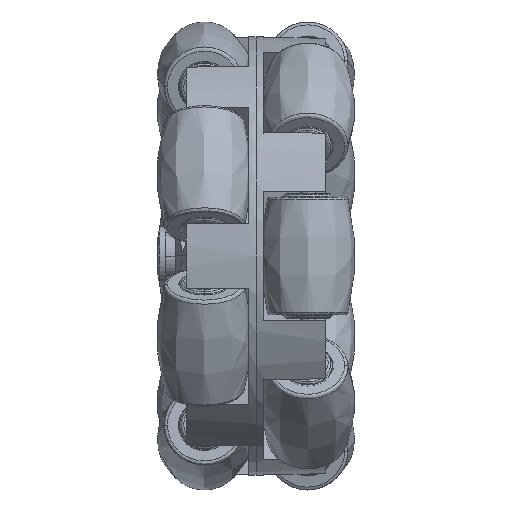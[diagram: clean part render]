
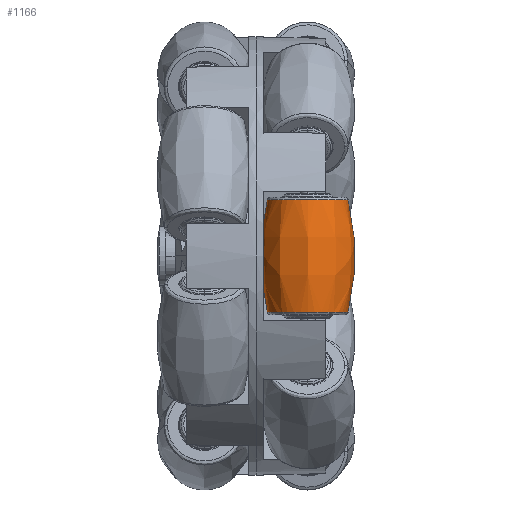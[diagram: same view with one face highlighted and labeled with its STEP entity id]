
A CAD part, left-side view. The second image highlights one B-rep face of the part: STEP entity #1166.
In plain terms, the highlighted free-form (B-spline) face has degree [3, 3] with [4, 4] control points.
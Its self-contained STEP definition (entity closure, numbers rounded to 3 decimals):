
#37 = CARTESIAN_POINT ( 'NONE',  ( 2.59, 6.734, -13.468 ) ) ;
#375 = CARTESIAN_POINT ( 'NONE',  ( 2.59, 6.734, 0. ) ) ;
#482 = FACE_OUTER_BOUND ( 'NONE', #16832, .T. ) ;
#487 = CARTESIAN_POINT ( 'NONE',  ( -2.59, -6.734, 0. ) ) ;
#1166 = ADVANCED_FACE ( 'NONE', ( #482 ), #25908, .T. ) ;
#1728 = CARTESIAN_POINT ( 'NONE',  ( 7.619, -5.496, 0. ) ) ;
#1758 = CARTESIAN_POINT ( 'NONE',  ( -2.59, -6.734, -13.468 ) ) ;
#2089 = CARTESIAN_POINT ( 'NONE',  ( -2.59, 6.734, -13.468 ) ) ;
#2427 = CARTESIAN_POINT ( 'NONE',  ( -2.59, 6.734, 0. ) ) ;
#2995 = CARTESIAN_POINT ( 'NONE',  ( -7.619, -5.496, 0. ) ) ;
#3223 = AXIS2_PLACEMENT_3D ( 'NONE', #4666, #23141, #7311 ) ;
#3692 = CIRCLE ( 'NONE', #19567, 31.883 ) ;
#3827 = ORIENTED_EDGE ( 'NONE', *, *, #20093, .F. ) ;
#4234 = CARTESIAN_POINT ( 'NONE',  ( -7.619, -5.496, -10.992 ) ) ;
#4287 = CIRCLE ( 'NONE', #18460, 5.496 ) ;
#4666 = CARTESIAN_POINT ( 'NONE',  ( -7.619, 0., 0. ) ) ;
#4909 = CARTESIAN_POINT ( 'NONE',  ( -7.619, 5.496, -10.992 ) ) ;
#5026 = CARTESIAN_POINT ( 'NONE',  ( -7.619, 5.496, 0. ) ) ;
#6025 = EDGE_CURVE ( 'NONE', #31820, #29348, #27534, .T. ) ;
#7087 = CARTESIAN_POINT ( 'NONE',  ( 2.59, -6.734, 0. ) ) ;
#7311 = DIRECTION ( 'NONE',  ( 0., 1., 0. ) ) ;
#7379 = CIRCLE ( 'NONE', #3223, 5.496 ) ;
#7834 = DIRECTION ( 'NONE',  ( 0., 0., -1. ) ) ;
#7941 = EDGE_CURVE ( 'NONE', #29348, #30943, #7379, .T. ) ;
#8139 = CARTESIAN_POINT ( 'NONE',  ( 2.59, -6.734, -13.468 ) ) ;
#8277 = DIRECTION ( 'NONE',  ( -1., 0., 0. ) ) ;
#9400 = VERTEX_POINT ( 'NONE', #23392 ) ;
#10226 = CARTESIAN_POINT ( 'NONE',  ( 7.619, -5.496, 0. ) ) ;
#10726 = CARTESIAN_POINT ( 'NONE',  ( 0., -25.463, 0. ) ) ;
#13436 = DIRECTION ( 'NONE',  ( 0., 1., 0. ) ) ;
#16832 = EDGE_LOOP ( 'NONE', ( #22792, #19260, #31648, #3827 ) ) ;
#17771 = CARTESIAN_POINT ( 'NONE',  ( 7.619, 5.496, 0. ) ) ;
#17839 = AXIS2_PLACEMENT_3D ( 'NONE', #23680, #7834, #26397 ) ;
#18285 = CARTESIAN_POINT ( 'NONE',  ( -7.619, 5.496, 0. ) ) ;
#18460 = AXIS2_PLACEMENT_3D ( 'NONE', #24127, #8277, #26837 ) ;
#19260 = ORIENTED_EDGE ( 'NONE', *, *, #6025, .T. ) ;
#19567 = AXIS2_PLACEMENT_3D ( 'NONE', #10726, #29320, #13436 ) ;
#20016 = CARTESIAN_POINT ( 'NONE',  ( -7.619, -5.496, 0. ) ) ;
#20093 = EDGE_CURVE ( 'NONE', #9400, #30943, #3692, .T. ) ;
#20134 = EDGE_CURVE ( 'NONE', #9400, #31820, #4287, .T. ) ;
#20455 = CARTESIAN_POINT ( 'NONE',  ( 7.619, 5.496, -10.992 ) ) ;
#22792 = ORIENTED_EDGE ( 'NONE', *, *, #20134, .T. ) ;
#23141 = DIRECTION ( 'NONE',  ( 1., 0., 0. ) ) ;
#23392 = CARTESIAN_POINT ( 'NONE',  ( 7.619, 5.496, 0. ) ) ;
#23680 = CARTESIAN_POINT ( 'NONE',  ( 0., 25.463, 0. ) ) ;
#24127 = CARTESIAN_POINT ( 'NONE',  ( 7.619, 0., 0. ) ) ;
#25908 =( BOUNDED_SURFACE ( )  B_SPLINE_SURFACE ( 3, 3, ( 
 ( #10226, #28120, #20455, #17771 ),
 ( #7087, #8139, #37, #375 ),
 ( #487, #1758, #2089, #2427 ),
 ( #2995, #4234, #4909, #5026 ) ),
 .UNSPECIFIED., .F., .F., .T. ) 
 B_SPLINE_SURFACE_WITH_KNOTS ( ( 4, 4 ),
 ( 4, 4 ),
 ( 0., 1. ),
 ( 0., 1. ),
 .UNSPECIFIED. ) 
 GEOMETRIC_REPRESENTATION_ITEM ( )  RATIONAL_B_SPLINE_SURFACE ( (
 ( 1., 0.333, 0.333, 1.),
 ( 0.981, 0.327, 0.327, 0.981),
 ( 0.981, 0.327, 0.327, 0.981),
 ( 1., 0.333, 0.333, 1.) ) ) 
 REPRESENTATION_ITEM ( '' )  SURFACE ( )  );
#26397 = DIRECTION ( 'NONE',  ( 0., -1., 0. ) ) ;
#26837 = DIRECTION ( 'NONE',  ( 0., 1., 0. ) ) ;
#27534 = CIRCLE ( 'NONE', #17839, 31.883 ) ;
#28120 = CARTESIAN_POINT ( 'NONE',  ( 7.619, -5.496, -10.992 ) ) ;
#29320 = DIRECTION ( 'NONE',  ( 0., 0., 1. ) ) ;
#29348 = VERTEX_POINT ( 'NONE', #20016 ) ;
#30943 = VERTEX_POINT ( 'NONE', #18285 ) ;
#31648 = ORIENTED_EDGE ( 'NONE', *, *, #7941, .T. ) ;
#31820 = VERTEX_POINT ( 'NONE', #1728 ) ;
